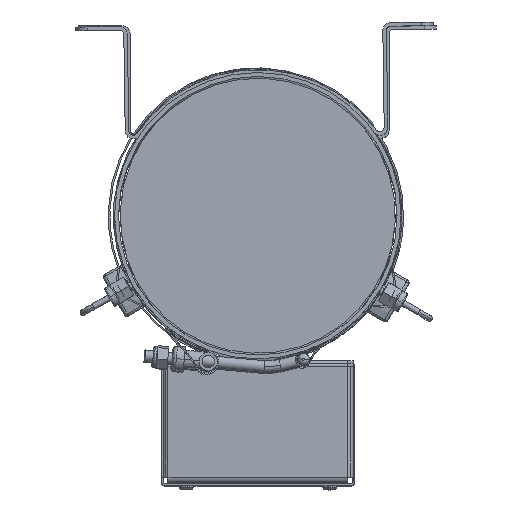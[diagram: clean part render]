
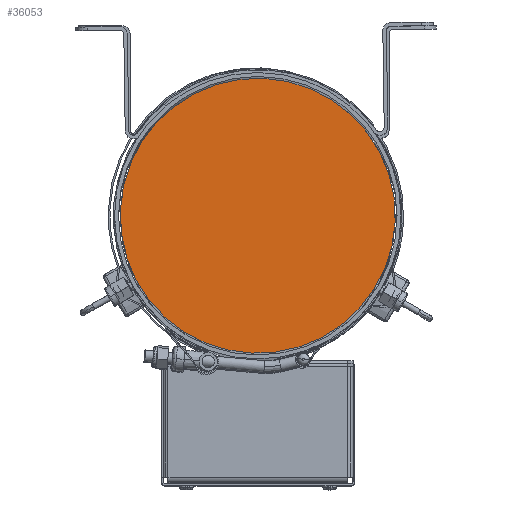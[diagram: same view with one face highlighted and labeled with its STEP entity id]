
A CAD part, top view. The second image highlights one B-rep face of the part: STEP entity #36053.
In plain terms, the highlighted planar face has unit normal (0, 0, 1).
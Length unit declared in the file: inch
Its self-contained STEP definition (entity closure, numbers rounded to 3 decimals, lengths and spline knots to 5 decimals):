
#4493 = CARTESIAN_POINT ( 'NONE',  ( -0.99743, -4.00594, 26.1079 ) ) ;
#8116 = DIRECTION ( 'NONE',  ( 0., 0., 1. ) ) ;
#9004 = CIRCLE ( 'NONE', #25536, 2.88 ) ;
#10377 = CARTESIAN_POINT ( 'NONE',  ( -0.99743, -4.00594, 26.1079 ) ) ;
#13840 = DIRECTION ( 'NONE',  ( 0.976, -0.217, 0. ) ) ;
#15095 = ORIENTED_EDGE ( 'NONE', *, *, #39467, .F. ) ;
#16626 = DIRECTION ( 'NONE',  ( 0., 0., -1. ) ) ;
#17563 = ORIENTED_EDGE ( 'NONE', *, *, #42609, .F. ) ;
#20463 = AXIS2_PLACEMENT_3D ( 'NONE', #37381, #16626, #40875 ) ;
#21810 = PLANE ( 'NONE',  #23655 ) ;
#23655 = AXIS2_PLACEMENT_3D ( 'NONE', #4493, #8116, #32345 ) ;
#24371 = CARTESIAN_POINT ( 'NONE',  ( 1.81379, -4.63163, 26.1079 ) ) ;
#25257 = VERTEX_POINT ( 'NONE', #24371 ) ;
#25517 = CARTESIAN_POINT ( 'NONE',  ( -3.80864, -3.38026, 26.1079 ) ) ;
#25536 = AXIS2_PLACEMENT_3D ( 'NONE', #10377, #34614, #13840 ) ;
#27805 = CIRCLE ( 'NONE', #20463, 2.88 ) ;
#28810 = VERTEX_POINT ( 'NONE', #25517 ) ;
#32345 = DIRECTION ( 'NONE',  ( 0.976, -0.217, 0. ) ) ;
#33021 = EDGE_LOOP ( 'NONE', ( #17563, #15095 ) ) ;
#34614 = DIRECTION ( 'NONE',  ( 0., 0., -1. ) ) ;
#36053 = ADVANCED_FACE ( 'NONE', ( #41892 ), #21810, .T. ) ;
#37381 = CARTESIAN_POINT ( 'NONE',  ( -0.99743, -4.00594, 26.1079 ) ) ;
#39467 = EDGE_CURVE ( 'NONE', #28810, #25257, #9004, .T. ) ;
#40875 = DIRECTION ( 'NONE',  ( 0.976, -0.217, 0. ) ) ;
#41892 = FACE_OUTER_BOUND ( 'NONE', #33021, .T. ) ;
#42609 = EDGE_CURVE ( 'NONE', #25257, #28810, #27805, .T. ) ;
